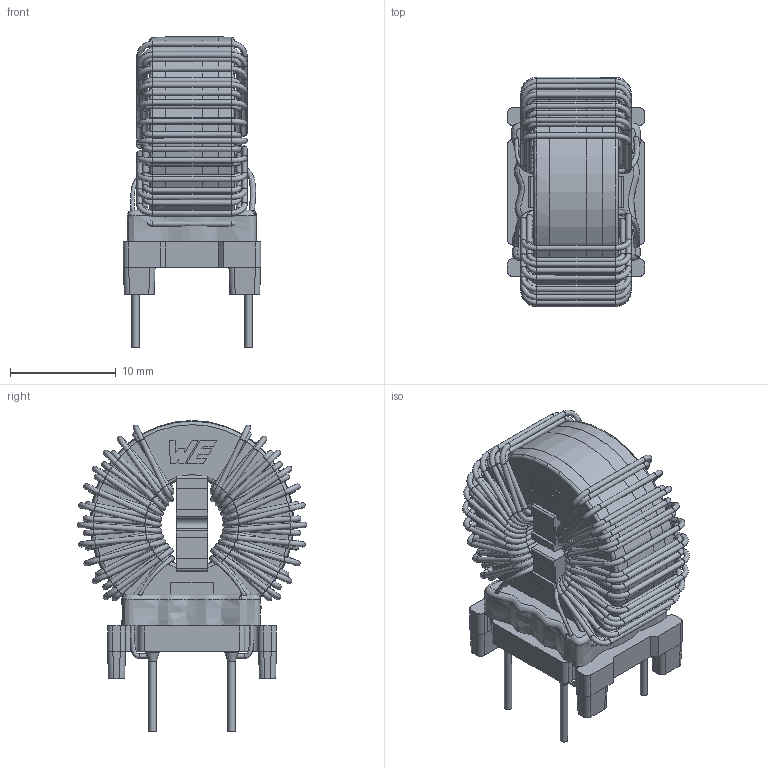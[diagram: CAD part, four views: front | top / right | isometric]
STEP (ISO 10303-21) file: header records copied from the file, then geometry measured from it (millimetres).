
FILE_DESCRIPTION(('STEP AP214'),'1');
FILE_NAME('L_Wurth_WE-CMBNC-TypeM_7448030333.step','2025-04-03T09:45:50',(' '),('ANSOFT Corporation'),'Spatial InterOp 3D',' ',' ');
FILE_SCHEMA(('AUTOMOTIVE_DESIGN { 1 0 10303 214 1 1 1 1 }'));
Length unit declared in the file: millimetre
Products named in the file (1): tesaM
Bounding box: 13 x 21.76 x 29.46 mm (x, y, z)
Volume: 2395.5 mm3; surface area: 7491.8 mm2
Topology: 16 solids, 16 shells, 778 faces, 1816 edges, 1083 vertices
Faces by surface type: cylinder 296, plane 206, torus 182, bspline 72, cone 20, sphere 1, extrusion 1
Full cylindrical faces by diameter (mm): 0.4 x10, 0.5 x210, 0.7 x4, 8.3 x1, 9.7 x2, 16.7 x2, 19.3 x1, 19.32 x1
Entity records: 43998 total; most frequent: CARTESIAN_POINT 18108, DIRECTION 3010, ORIENTED_EDGE 2440, STYLED_ITEM 1747, PRESENTATION_STYLE_ASSIGNMENT 1747, COLOUR_RGB 1747, EDGE_LOOP 1302, AXIS2_PLACEMENT_3D 1260
